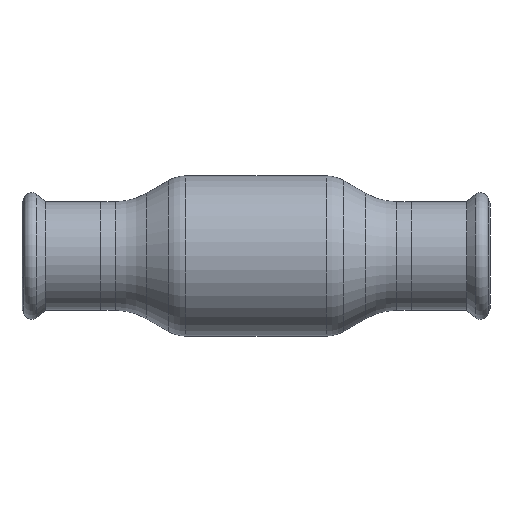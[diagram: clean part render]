
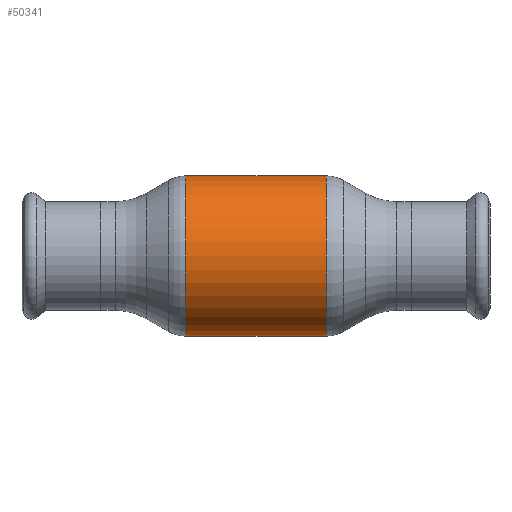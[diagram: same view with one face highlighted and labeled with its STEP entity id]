
A CAD part, front view. The second image highlights one B-rep face of the part: STEP entity #50341.
In plain terms, the highlighted cylindrical face has radius 28.25 mm (diameter 56.5 mm), a partial arc.
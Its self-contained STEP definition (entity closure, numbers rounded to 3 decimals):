
#697 = CARTESIAN_POINT ( 'NONE',  ( -24.785, 0., 0. ) ) ;
#1296 = DIRECTION ( 'NONE',  ( -1., 0., 0. ) ) ;
#6329 = DIRECTION ( 'NONE',  ( -1., 0., 0. ) ) ;
#7138 = VERTEX_POINT ( 'NONE', #14570 ) ;
#7397 = CARTESIAN_POINT ( 'NONE',  ( -24.785, 0., -28.25 ) ) ;
#10388 = DIRECTION ( 'NONE',  ( -1., 0., 0. ) ) ;
#12882 = ORIENTED_EDGE ( 'NONE', *, *, #51312, .F. ) ;
#14230 = LINE ( 'NONE', #33239, #31760 ) ;
#14570 = CARTESIAN_POINT ( 'NONE',  ( -24.785, 0., 28.25 ) ) ;
#15189 = DIRECTION ( 'NONE',  ( 0., 0., 1. ) ) ;
#15406 = CARTESIAN_POINT ( 'NONE',  ( -62.69, 0., 0. ) ) ;
#19785 = AXIS2_PLACEMENT_3D ( 'NONE', #697, #10388, #15189 ) ;
#20036 = LINE ( 'NONE', #47277, #41548 ) ;
#27417 = CARTESIAN_POINT ( 'NONE',  ( 24.785, 0., 0. ) ) ;
#30159 = VERTEX_POINT ( 'NONE', #7397 ) ;
#31760 = VECTOR ( 'NONE', #6329, 1000. ) ;
#32384 = VERTEX_POINT ( 'NONE', #48826 ) ;
#33239 = CARTESIAN_POINT ( 'NONE',  ( -62.69, 0., 28.25 ) ) ;
#35139 = EDGE_CURVE ( 'NONE', #30159, #7138, #49734, .T. ) ;
#36945 = CYLINDRICAL_SURFACE ( 'NONE', #52678, 28.25 ) ;
#39019 = DIRECTION ( 'NONE',  ( 0., 0., 1. ) ) ;
#40438 = EDGE_CURVE ( 'NONE', #32384, #7138, #14230, .T. ) ;
#41033 = DIRECTION ( 'NONE',  ( -1., 0., 0. ) ) ;
#41548 = VECTOR ( 'NONE', #1296, 1000. ) ;
#42017 = CARTESIAN_POINT ( 'NONE',  ( 24.785, 0., -28.25 ) ) ;
#42378 = EDGE_LOOP ( 'NONE', ( #12882, #56869, #45706, #49241 ) ) ;
#44451 = AXIS2_PLACEMENT_3D ( 'NONE', #27417, #41033, #59819 ) ;
#45706 = ORIENTED_EDGE ( 'NONE', *, *, #40438, .T. ) ;
#45732 = FACE_OUTER_BOUND ( 'NONE', #42378, .T. ) ;
#47277 = CARTESIAN_POINT ( 'NONE',  ( -62.69, 0., -28.25 ) ) ;
#47482 = DIRECTION ( 'NONE',  ( -1., 0., 0. ) ) ;
#48826 = CARTESIAN_POINT ( 'NONE',  ( 24.785, 0., 28.25 ) ) ;
#49241 = ORIENTED_EDGE ( 'NONE', *, *, #35139, .F. ) ;
#49734 = CIRCLE ( 'NONE', #19785, 28.25 ) ;
#49802 = VERTEX_POINT ( 'NONE', #42017 ) ;
#50341 = ADVANCED_FACE ( 'NONE', ( #45732 ), #36945, .T. ) ;
#51179 = CIRCLE ( 'NONE', #44451, 28.25 ) ;
#51312 = EDGE_CURVE ( 'NONE', #49802, #30159, #20036, .T. ) ;
#51640 = EDGE_CURVE ( 'NONE', #49802, #32384, #51179, .T. ) ;
#52678 = AXIS2_PLACEMENT_3D ( 'NONE', #15406, #47482, #39019 ) ;
#56869 = ORIENTED_EDGE ( 'NONE', *, *, #51640, .T. ) ;
#59819 = DIRECTION ( 'NONE',  ( 0., 0., 1. ) ) ;
